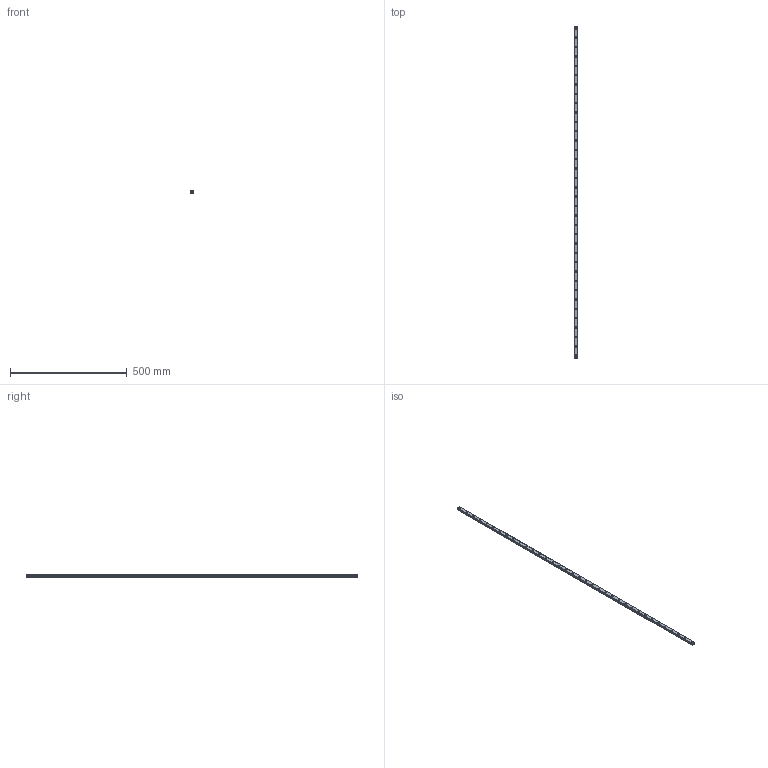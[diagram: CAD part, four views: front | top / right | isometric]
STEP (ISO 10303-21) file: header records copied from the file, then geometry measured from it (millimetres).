
FILE_DESCRIPTION(('STEP AP214'),'1');
FILE_NAME('cctmp_7E1FE30A-49CD-4A91-A7B2-592FF042DF4A_2021_02_19_12_13_58_0516..stp','2021-02-19T11:13:58',('HIWIN GmbH'),('CADClick - www.CADClick.com'),'Spatial InterOp 3D',' ','unknown authorization');
FILE_SCHEMA(('AUTOMOTIVE_DESIGN'));
Length unit declared in the file: millimetre
Products named in the file (1): MGNR15R1420CM_FILE
Bounding box: 15 x 1420 x 10 mm (x, y, z)
Volume: 197198.8 mm3; surface area: 84225.2 mm2
Topology: 1 solids, 1 shells, 419 faces, 915 edges, 610 vertices
Faces by surface type: cylinder 232, plane 187
Entity records: 15049 total; most frequent: DIRECTION 2219, CARTESIAN_POINT 1945, ORIENTED_EDGE 1830, EDGE_CURVE 915, AXIS2_PLACEMENT_3D 884, VERTEX_POINT 610, EDGE_LOOP 531, CIRCLE 464
